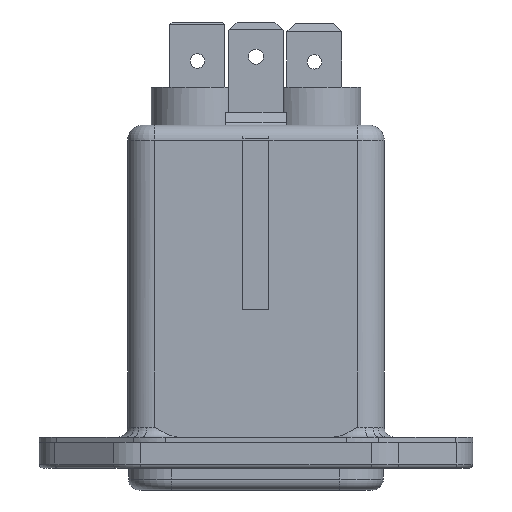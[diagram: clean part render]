
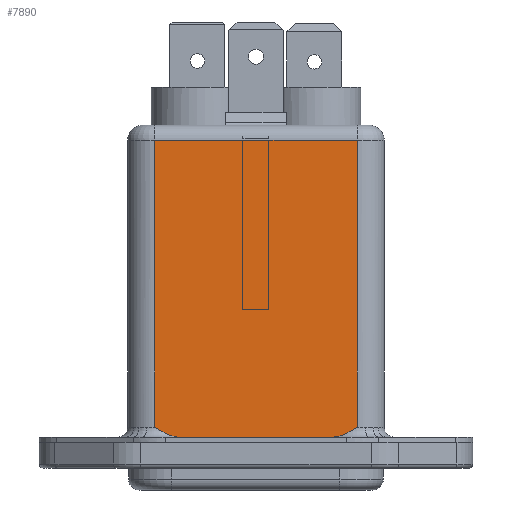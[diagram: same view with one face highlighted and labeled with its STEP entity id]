
A CAD part, front view. The second image highlights one B-rep face of the part: STEP entity #7890.
In plain terms, the highlighted planar face has unit normal (0, -1, 0).
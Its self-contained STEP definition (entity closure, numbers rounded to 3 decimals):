
#79 = CARTESIAN_POINT ( 'NONE',  ( -11.7, -10.5, -36. ) ) ;
#321 = CARTESIAN_POINT ( 'NONE',  ( 11.7, -10.5, -34.25 ) ) ;
#1161 = ORIENTED_EDGE ( 'NONE', *, *, #7908, .T. ) ;
#1225 = CARTESIAN_POINT ( 'NONE',  ( 10.8, -10.5, -0.601 ) ) ;
#1645 = CARTESIAN_POINT ( 'NONE',  ( -8.793, -10.5, 0. ) ) ;
#1688 = CARTESIAN_POINT ( 'NONE',  ( -9.06, -10.5, 0. ) ) ;
#2152 = VERTEX_POINT ( 'NONE', #14484 ) ;
#2287 = ORIENTED_EDGE ( 'NONE', *, *, #15638, .T. ) ;
#2362 = CARTESIAN_POINT ( 'NONE',  ( 8.793, -10.5, 0. ) ) ;
#2546 = ORIENTED_EDGE ( 'NONE', *, *, #4153, .T. ) ;
#2670 = CARTESIAN_POINT ( 'NONE',  ( 9.832, -10.5, -0.179 ) ) ;
#2864 = VECTOR ( 'NONE', #11595, 1000. ) ;
#2953 = ORIENTED_EDGE ( 'NONE', *, *, #8845, .F. ) ;
#3139 = CARTESIAN_POINT ( 'NONE',  ( -9.321, -10.5, -0.042 ) ) ;
#3306 = VECTOR ( 'NONE', #17270, 1000. ) ;
#3587 = LINE ( 'NONE', #321, #18478 ) ;
#3772 = FACE_OUTER_BOUND ( 'NONE', #8168, .T. ) ;
#4099 = CARTESIAN_POINT ( 'NONE',  ( 9.06, -10.5, 0. ) ) ;
#4153 = EDGE_CURVE ( 'NONE', #6335, #6613, #10927, .T. ) ;
#4484 = CARTESIAN_POINT ( 'NONE',  ( 11.7, -10.5, -1.15 ) ) ;
#4583 = CARTESIAN_POINT ( 'NONE',  ( -10.081, -10.5, -0.274 ) ) ;
#5471 = ORIENTED_EDGE ( 'NONE', *, *, #12263, .T. ) ;
#6010 = CARTESIAN_POINT ( 'NONE',  ( -11.249, -10.5, -0.876 ) ) ;
#6038 = AXIS2_PLACEMENT_3D ( 'NONE', #11504, #7214, #17307 ) ;
#6335 = VERTEX_POINT ( 'NONE', #16817 ) ;
#6613 = VERTEX_POINT ( 'NONE', #4484 ) ;
#7168 = CARTESIAN_POINT ( 'NONE',  ( 11.7, -10.5, -36. ) ) ;
#7214 = DIRECTION ( 'NONE',  ( 0., -1., 0. ) ) ;
#7890 = ADVANCED_FACE ( 'NONE', ( #3772 ), #15844, .T. ) ;
#7908 = EDGE_CURVE ( 'NONE', #2152, #10774, #10986, .T. ) ;
#8168 = EDGE_LOOP ( 'NONE', ( #1161, #5471, #2546, #2287, #2953, #15701 ) ) ;
#8684 = CARTESIAN_POINT ( 'NONE',  ( -14.8, -10.5, 0. ) ) ;
#8845 = EDGE_CURVE ( 'NONE', #16271, #17169, #10053, .T. ) ;
#9765 = CARTESIAN_POINT ( 'NONE',  ( 11.251, -10.5, -0.877 ) ) ;
#10053 = LINE ( 'NONE', #8684, #2864 ) ;
#10171 = B_SPLINE_CURVE_WITH_KNOTS ( 'NONE', 3,
 ( #11200, #9765, #1225, #11270, #2670, #12734, #4099, #14172 ),
 .UNSPECIFIED., .F., .F.,
 ( 4, 2, 2, 4 ),
 ( 0., 0.002, 0.002, 0.003 ),
 .UNSPECIFIED. ) ;
#10295 = CARTESIAN_POINT ( 'NONE',  ( -8.793, -10.5, 0. ) ) ;
#10558 = VECTOR ( 'NONE', #11568, 1000. ) ;
#10774 = VERTEX_POINT ( 'NONE', #15666 ) ;
#10927 = LINE ( 'NONE', #7168, #3306 ) ;
#10986 = LINE ( 'NONE', #79, #10558 ) ;
#11200 = CARTESIAN_POINT ( 'NONE',  ( 11.7, -10.5, -1.15 ) ) ;
#11270 = CARTESIAN_POINT ( 'NONE',  ( 10.081, -10.5, -0.274 ) ) ;
#11504 = CARTESIAN_POINT ( 'NONE',  ( -14.8, -10.5, -36. ) ) ;
#11568 = DIRECTION ( 'NONE',  ( 0., 0., -1. ) ) ;
#11595 = DIRECTION ( 'NONE',  ( 1., 0., 0. ) ) ;
#12263 = EDGE_CURVE ( 'NONE', #10774, #6335, #3587, .T. ) ;
#12734 = CARTESIAN_POINT ( 'NONE',  ( 9.321, -10.5, -0.042 ) ) ;
#12955 = B_SPLINE_CURVE_WITH_KNOTS ( 'NONE', 3,
 ( #10295, #1688, #3139, #13209, #4583, #14660, #6010, #16098 ),
 .UNSPECIFIED., .F., .F.,
 ( 4, 2, 2, 4 ),
 ( 0., 0.001, 0.002, 0.003 ),
 .UNSPECIFIED. ) ;
#13209 = CARTESIAN_POINT ( 'NONE',  ( -9.832, -10.5, -0.179 ) ) ;
#14172 = CARTESIAN_POINT ( 'NONE',  ( 8.793, -10.5, 0. ) ) ;
#14484 = CARTESIAN_POINT ( 'NONE',  ( -11.7, -10.5, -1.15 ) ) ;
#14660 = CARTESIAN_POINT ( 'NONE',  ( -10.8, -10.5, -0.601 ) ) ;
#15187 = EDGE_CURVE ( 'NONE', #16271, #2152, #12955, .T. ) ;
#15638 = EDGE_CURVE ( 'NONE', #6613, #17169, #10171, .T. ) ;
#15666 = CARTESIAN_POINT ( 'NONE',  ( -11.7, -10.5, -34.25 ) ) ;
#15701 = ORIENTED_EDGE ( 'NONE', *, *, #15187, .T. ) ;
#15844 = PLANE ( 'NONE',  #6038 ) ;
#16098 = CARTESIAN_POINT ( 'NONE',  ( -11.7, -10.5, -1.15 ) ) ;
#16271 = VERTEX_POINT ( 'NONE', #1645 ) ;
#16817 = CARTESIAN_POINT ( 'NONE',  ( 11.7, -10.5, -34.25 ) ) ;
#17169 = VERTEX_POINT ( 'NONE', #2362 ) ;
#17270 = DIRECTION ( 'NONE',  ( 0., 0., 1. ) ) ;
#17307 = DIRECTION ( 'NONE',  ( 1., 0., 0. ) ) ;
#17629 = DIRECTION ( 'NONE',  ( 1., 0., 0. ) ) ;
#18478 = VECTOR ( 'NONE', #17629, 1000. ) ;
